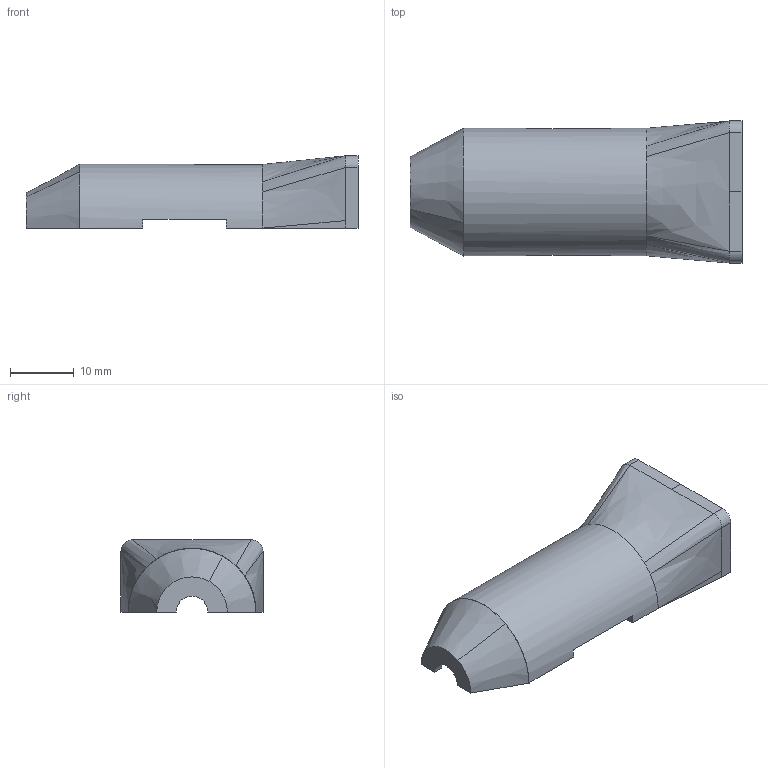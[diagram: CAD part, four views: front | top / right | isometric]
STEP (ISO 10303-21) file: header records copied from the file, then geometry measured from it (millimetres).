
FILE_DESCRIPTION(('CATIA V5 STEP Exchange'),'2;1');
FILE_NAME('parte2.stp','2014-03-14T08:36:50+00:00',('none'),('none'),'CATIA Version 5 Release 19 SP 2 (IN-10)','CATIA V5 STEP AP203','none');
FILE_SCHEMA(('CONFIG_CONTROL_DESIGN'));
Length unit declared in the file: millimetre
Products named in the file (1): Part1
Bounding box: 52.09 x 22.29 x 11.35 mm (x, y, z)
Volume: 2634.2 mm3; surface area: 3644.2 mm2
Topology: 1 solids, 1 shells, 50 faces, 147 edges, 100 vertices
Faces by surface type: plane 27, bspline 12, cylinder 7, cone 4
Entity records: 2358 total; most frequent: CARTESIAN_POINT 1136, ORIENTED_EDGE 278, DIRECTION 168, EDGE_CURVE 139, VERTEX_POINT 91, VECTOR 84, LINE 84, AXIS2_PLACEMENT_3D 56
